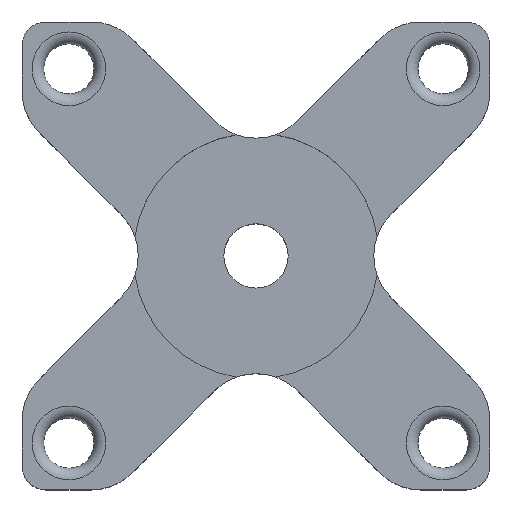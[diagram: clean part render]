
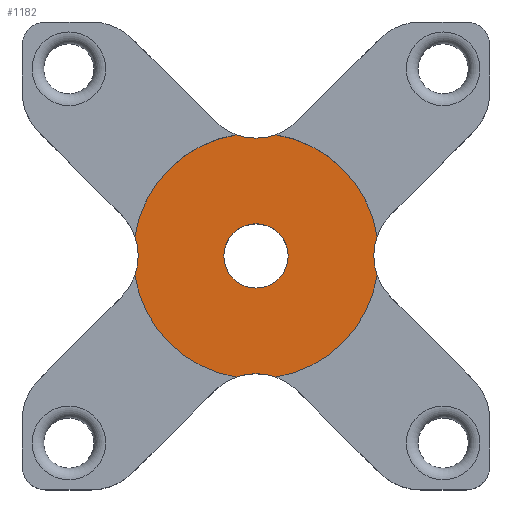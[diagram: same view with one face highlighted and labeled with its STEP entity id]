
A CAD part, top view. The second image highlights one B-rep face of the part: STEP entity #1182.
In plain terms, the highlighted planar face has unit normal (0, 0, 1).
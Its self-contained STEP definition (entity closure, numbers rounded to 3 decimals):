
#19=FACE_BOUND('',#139,.T.);
#38=PLANE('',#1289);
#73=FACE_OUTER_BOUND('',#138,.T.);
#138=EDGE_LOOP('',(#864,#865,#866,#867,#868,#869,#870,#871));
#139=EDGE_LOOP('',(#872));
#203=CIRCLE('',#1251,5.);
#206=CIRCLE('',#1255,5.);
#211=CIRCLE('',#1262,5.);
#216=CIRCLE('',#1269,5.);
#226=CIRCLE('',#1290,10.5);
#227=CIRCLE('',#1291,10.5);
#228=CIRCLE('',#1292,10.5);
#229=CIRCLE('',#1293,10.5);
#230=CIRCLE('',#1294,2.75);
#474=VERTEX_POINT('',#1802);
#475=VERTEX_POINT('',#1804);
#483=VERTEX_POINT('',#1831);
#484=VERTEX_POINT('',#1833);
#496=VERTEX_POINT('',#1870);
#497=VERTEX_POINT('',#1872);
#509=VERTEX_POINT('',#1909);
#510=VERTEX_POINT('',#1911);
#530=VERTEX_POINT('',#1978);
#594=EDGE_CURVE('',#475,#474,#203,.F.);
#603=EDGE_CURVE('',#484,#483,#206,.F.);
#617=EDGE_CURVE('',#497,#496,#211,.F.);
#631=EDGE_CURVE('',#510,#509,#216,.F.);
#662=EDGE_CURVE('',#483,#497,#226,.T.);
#663=EDGE_CURVE('',#496,#510,#227,.T.);
#664=EDGE_CURVE('',#509,#475,#228,.T.);
#665=EDGE_CURVE('',#474,#484,#229,.T.);
#666=EDGE_CURVE('',#530,#530,#230,.T.);
#864=ORIENTED_EDGE('',*,*,#662,.T.);
#865=ORIENTED_EDGE('',*,*,#617,.T.);
#866=ORIENTED_EDGE('',*,*,#663,.T.);
#867=ORIENTED_EDGE('',*,*,#631,.T.);
#868=ORIENTED_EDGE('',*,*,#664,.T.);
#869=ORIENTED_EDGE('',*,*,#594,.T.);
#870=ORIENTED_EDGE('',*,*,#665,.T.);
#871=ORIENTED_EDGE('',*,*,#603,.T.);
#872=ORIENTED_EDGE('',*,*,#666,.F.);
#1182=ADVANCED_FACE('',(#73,#19),#38,.T.);
#1251=AXIS2_PLACEMENT_3D('',#1805,#1406,#1407);
#1255=AXIS2_PLACEMENT_3D('',#1834,#1418,#1419);
#1262=AXIS2_PLACEMENT_3D('',#1873,#1439,#1440);
#1269=AXIS2_PLACEMENT_3D('',#1912,#1460,#1461);
#1289=AXIS2_PLACEMENT_3D('',#1973,#1516,#1517);
#1290=AXIS2_PLACEMENT_3D('',#1974,#1518,#1519);
#1291=AXIS2_PLACEMENT_3D('',#1975,#1520,#1521);
#1292=AXIS2_PLACEMENT_3D('',#1976,#1522,#1523);
#1293=AXIS2_PLACEMENT_3D('',#1977,#1524,#1525);
#1294=AXIS2_PLACEMENT_3D('',#1979,#1526,#1527);
#1406=DIRECTION('center_axis',(0.,0.,1.));
#1407=DIRECTION('ref_axis',(0.,-1.,0.));
#1418=DIRECTION('center_axis',(0.,0.,1.));
#1419=DIRECTION('ref_axis',(1.,0.,0.));
#1439=DIRECTION('center_axis',(0.,0.,1.));
#1440=DIRECTION('ref_axis',(0.,1.,0.));
#1460=DIRECTION('center_axis',(0.,0.,1.));
#1461=DIRECTION('ref_axis',(-1.,0.,0.));
#1516=DIRECTION('center_axis',(0.,0.,1.));
#1517=DIRECTION('ref_axis',(-1.,0.,0.));
#1518=DIRECTION('center_axis',(0.,0.,1.));
#1519=DIRECTION('ref_axis',(-1.,0.,0.));
#1520=DIRECTION('center_axis',(0.,0.,1.));
#1521=DIRECTION('ref_axis',(-1.,0.,0.));
#1522=DIRECTION('center_axis',(0.,0.,1.));
#1523=DIRECTION('ref_axis',(-1.,0.,0.));
#1524=DIRECTION('center_axis',(0.,0.,1.));
#1525=DIRECTION('ref_axis',(-1.,0.,0.));
#1526=DIRECTION('center_axis',(0.,0.,1.));
#1527=DIRECTION('ref_axis',(-1.,0.,0.));
#1802=CARTESIAN_POINT('',(-1.686,53.364,4.));
#1804=CARTESIAN_POINT('',(1.686,53.364,4.));
#1805=CARTESIAN_POINT('Origin',(0.,58.071,
4.));
#1831=CARTESIAN_POINT('',(-10.364,41.314,4.));
#1833=CARTESIAN_POINT('',(-10.364,44.686,4.));
#1834=CARTESIAN_POINT('Origin',(-15.071,43.,4.));
#1870=CARTESIAN_POINT('',(1.686,32.636,4.));
#1872=CARTESIAN_POINT('',(-1.686,32.636,4.));
#1873=CARTESIAN_POINT('Origin',(0.,27.929,
4.));
#1909=CARTESIAN_POINT('',(10.364,44.686,4.));
#1911=CARTESIAN_POINT('',(10.364,41.314,4.));
#1912=CARTESIAN_POINT('Origin',(15.071,43.,4.));
#1973=CARTESIAN_POINT('Origin',(0.,43.,4.));
#1974=CARTESIAN_POINT('Origin',(0.,43.,4.));
#1975=CARTESIAN_POINT('Origin',(0.,43.,4.));
#1976=CARTESIAN_POINT('Origin',(0.,43.,4.));
#1977=CARTESIAN_POINT('Origin',(0.,43.,4.));
#1978=CARTESIAN_POINT('',(2.75,43.,4.));
#1979=CARTESIAN_POINT('Origin',(0.,43.,4.));
